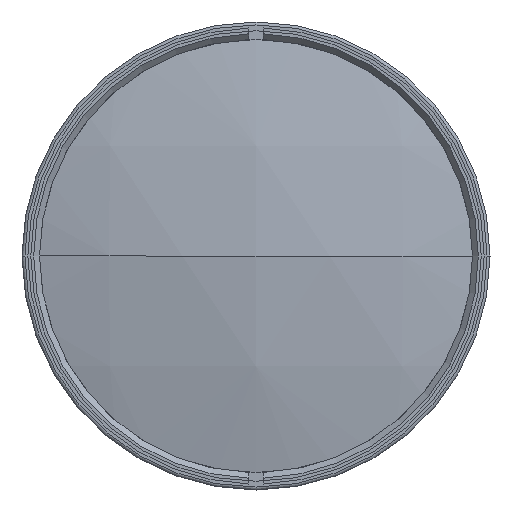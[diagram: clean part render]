
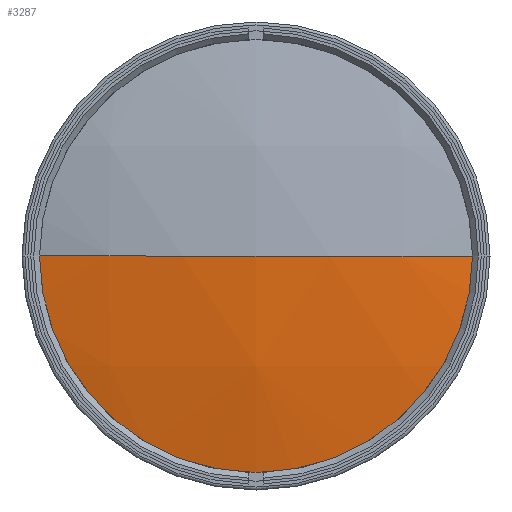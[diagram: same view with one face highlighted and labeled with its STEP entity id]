
A CAD part, left-side view. The second image highlights one B-rep face of the part: STEP entity #3287.
In plain terms, the highlighted spherical face has radius 161 mm.
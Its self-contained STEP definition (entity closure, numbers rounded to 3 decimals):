
#37 = CARTESIAN_POINT ( 'NONE',  ( -4.23, 0., 0. ) ) ;
#190 = CARTESIAN_POINT ( 'NONE',  ( -160.802, 37.5, 0. ) ) ;
#214 = DIRECTION ( 'NONE',  ( -1., 0., 0. ) ) ;
#311 = AXIS2_PLACEMENT_3D ( 'NONE', #3909, #327, #3609 ) ;
#327 = DIRECTION ( 'NONE',  ( 0., 0., -1. ) ) ;
#357 = CIRCLE ( 'NONE', #666, 37.5 ) ;
#631 = DIRECTION ( 'NONE',  ( 0., -1., 0. ) ) ;
#666 = AXIS2_PLACEMENT_3D ( 'NONE', #3551, #214, #1658 ) ;
#936 = CARTESIAN_POINT ( 'NONE',  ( -4.23, 0., 0. ) ) ;
#1218 = AXIS2_PLACEMENT_3D ( 'NONE', #936, #2133, #2355 ) ;
#1513 = CARTESIAN_POINT ( 'NONE',  ( -160.802, -37.5, 0. ) ) ;
#1610 = VERTEX_POINT ( 'NONE', #1513 ) ;
#1620 = EDGE_CURVE ( 'NONE', #1610, #3748, #2943, .T. ) ;
#1658 = DIRECTION ( 'NONE',  ( 0., 0., 1. ) ) ;
#1780 = DIRECTION ( 'NONE',  ( 0., 0., 1. ) ) ;
#1784 = EDGE_CURVE ( 'NONE', #2770, #1610, #357, .T. ) ;
#2066 = ORIENTED_EDGE ( 'NONE', *, *, #2596, .F. ) ;
#2133 = DIRECTION ( 'NONE',  ( 0., 0., -1. ) ) ;
#2331 = CIRCLE ( 'NONE', #2452, 161. ) ;
#2355 = DIRECTION ( 'NONE',  ( 0., 1., 0. ) ) ;
#2452 = AXIS2_PLACEMENT_3D ( 'NONE', #37, #1780, #631 ) ;
#2534 = EDGE_LOOP ( 'NONE', ( #3314, #3076, #2066 ) ) ;
#2596 = EDGE_CURVE ( 'NONE', #2770, #3748, #2331, .T. ) ;
#2770 = VERTEX_POINT ( 'NONE', #190 ) ;
#2943 = CIRCLE ( 'NONE', #1218, 161. ) ;
#3016 = FACE_OUTER_BOUND ( 'NONE', #2534, .T. ) ;
#3039 = SPHERICAL_SURFACE ( 'NONE', #311, 161. ) ;
#3076 = ORIENTED_EDGE ( 'NONE', *, *, #1620, .T. ) ;
#3254 = CARTESIAN_POINT ( 'NONE',  ( -165.23, 0., 0. ) ) ;
#3287 = ADVANCED_FACE ( 'NONE', ( #3016 ), #3039, .T. ) ;
#3314 = ORIENTED_EDGE ( 'NONE', *, *, #1784, .T. ) ;
#3551 = CARTESIAN_POINT ( 'NONE',  ( -160.802, 0., 0. ) ) ;
#3609 = DIRECTION ( 'NONE',  ( 0., 1., 0. ) ) ;
#3748 = VERTEX_POINT ( 'NONE', #3254 ) ;
#3909 = CARTESIAN_POINT ( 'NONE',  ( -4.23, 0., 0. ) ) ;
